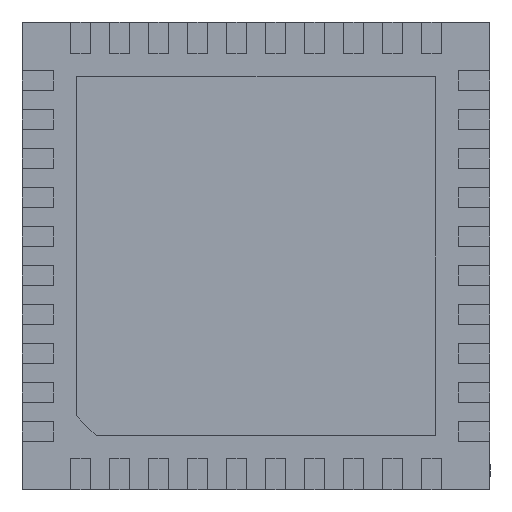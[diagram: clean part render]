
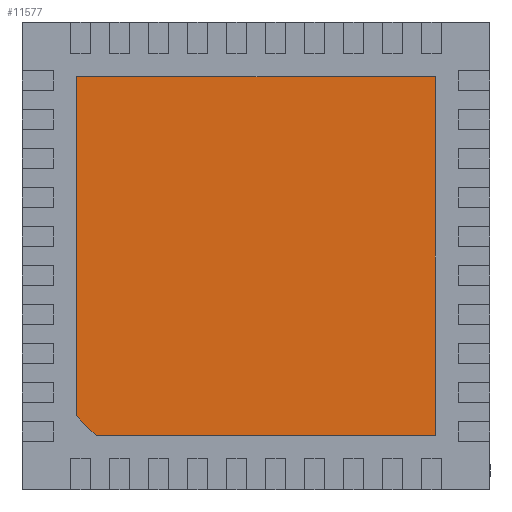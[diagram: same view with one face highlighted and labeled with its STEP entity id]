
A CAD part, front view. The second image highlights one B-rep face of the part: STEP entity #11577.
In plain terms, the highlighted planar face has unit normal (0, -1, 0).
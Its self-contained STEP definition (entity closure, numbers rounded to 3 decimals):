
#127 = VECTOR ( 'NONE', #5174, 1000. ) ;
#828 = ORIENTED_EDGE ( 'NONE', *, *, #12238, .T. ) ;
#1597 = DIRECTION ( 'NONE',  ( 0., 0., -1. ) ) ;
#2513 = CARTESIAN_POINT ( 'NONE',  ( -2.05, 0., -2.3 ) ) ;
#2670 = VERTEX_POINT ( 'NONE', #21855 ) ;
#2693 = LINE ( 'NONE', #5741, #10441 ) ;
#4996 = FACE_OUTER_BOUND ( 'NONE', #5981, .T. ) ;
#5174 = DIRECTION ( 'NONE',  ( 1., 0., 0. ) ) ;
#5710 = AXIS2_PLACEMENT_3D ( 'NONE', #6747, #8230, #1597 ) ;
#5741 = CARTESIAN_POINT ( 'NONE',  ( 2.3, 0., -2.3 ) ) ;
#5981 = EDGE_LOOP ( 'NONE', ( #14391, #15838, #828, #8169, #21268 ) ) ;
#5994 = LINE ( 'NONE', #13504, #127 ) ;
#6553 = CARTESIAN_POINT ( 'NONE',  ( -2.05, 0., -2.3 ) ) ;
#6747 = CARTESIAN_POINT ( 'NONE',  ( 0., 0., 0. ) ) ;
#8169 = ORIENTED_EDGE ( 'NONE', *, *, #8582, .T. ) ;
#8230 = DIRECTION ( 'NONE',  ( 0., -1., 0. ) ) ;
#8582 = EDGE_CURVE ( 'NONE', #17658, #13749, #2693, .T. ) ;
#9163 = DIRECTION ( 'NONE',  ( 0., 0., 1. ) ) ;
#9357 = EDGE_CURVE ( 'NONE', #2670, #16474, #13099, .T. ) ;
#10391 = LINE ( 'NONE', #6553, #15227 ) ;
#10441 = VECTOR ( 'NONE', #9163, 1000. ) ;
#11577 = ADVANCED_FACE ( 'NONE', ( #4996 ), #21957, .T. ) ;
#11625 = LINE ( 'NONE', #20657, #15361 ) ;
#12238 = EDGE_CURVE ( 'NONE', #14518, #17658, #5994, .T. ) ;
#13099 = LINE ( 'NONE', #21446, #15217 ) ;
#13504 = CARTESIAN_POINT ( 'NONE',  ( 2.3, 0., -2.3 ) ) ;
#13749 = VERTEX_POINT ( 'NONE', #21336 ) ;
#14391 = ORIENTED_EDGE ( 'NONE', *, *, #9357, .T. ) ;
#14518 = VERTEX_POINT ( 'NONE', #2513 ) ;
#15217 = VECTOR ( 'NONE', #21593, 1000. ) ;
#15227 = VECTOR ( 'NONE', #20198, 1000. ) ;
#15361 = VECTOR ( 'NONE', #16958, 1000. ) ;
#15838 = ORIENTED_EDGE ( 'NONE', *, *, #15859, .T. ) ;
#15859 = EDGE_CURVE ( 'NONE', #16474, #14518, #10391, .T. ) ;
#16474 = VERTEX_POINT ( 'NONE', #18904 ) ;
#16958 = DIRECTION ( 'NONE',  ( -1., 0., 0. ) ) ;
#17658 = VERTEX_POINT ( 'NONE', #19692 ) ;
#18904 = CARTESIAN_POINT ( 'NONE',  ( -2.3, 0., -2.05 ) ) ;
#19039 = EDGE_CURVE ( 'NONE', #13749, #2670, #11625, .T. ) ;
#19692 = CARTESIAN_POINT ( 'NONE',  ( 2.3, 0., -2.3 ) ) ;
#20198 = DIRECTION ( 'NONE',  ( 0.707, 0., -0.707 ) ) ;
#20657 = CARTESIAN_POINT ( 'NONE',  ( 2.3, 0., 2.3 ) ) ;
#21268 = ORIENTED_EDGE ( 'NONE', *, *, #19039, .T. ) ;
#21336 = CARTESIAN_POINT ( 'NONE',  ( 2.3, 0., 2.3 ) ) ;
#21446 = CARTESIAN_POINT ( 'NONE',  ( -2.3, 0., -2.05 ) ) ;
#21593 = DIRECTION ( 'NONE',  ( 0., 0., -1. ) ) ;
#21855 = CARTESIAN_POINT ( 'NONE',  ( -2.3, 0., 2.3 ) ) ;
#21957 = PLANE ( 'NONE',  #5710 ) ;
